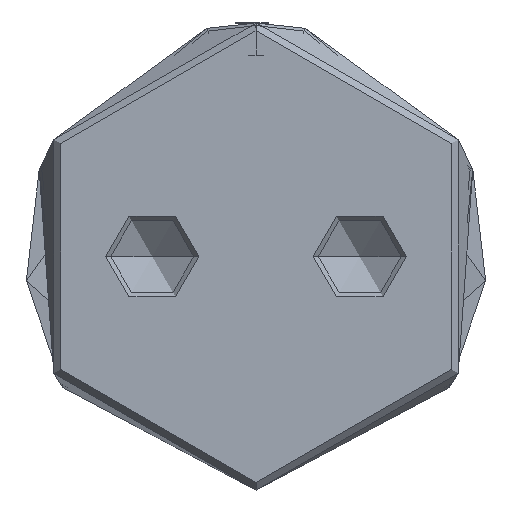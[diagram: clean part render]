
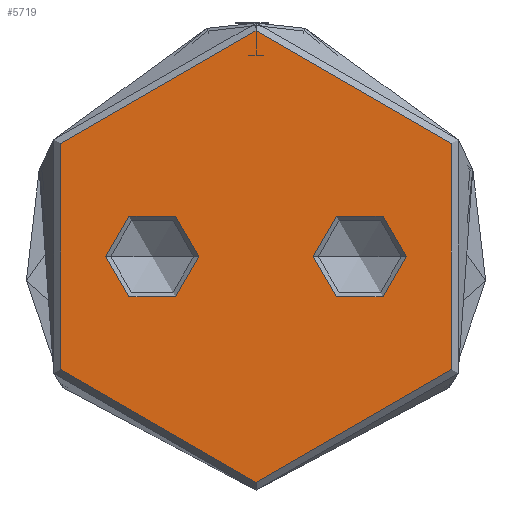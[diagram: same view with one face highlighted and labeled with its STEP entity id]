
A CAD part, front view. The second image highlights one B-rep face of the part: STEP entity #5719.
In plain terms, the highlighted face is planar.
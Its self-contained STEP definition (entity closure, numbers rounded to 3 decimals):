
#52 = DIRECTION ( 'NONE',  ( 0., 0., -1. ) ) ;
#198 = CARTESIAN_POINT ( 'NONE',  ( -10., 0., 0. ) ) ;
#396 = VERTEX_POINT ( 'NONE', #1001 ) ;
#420 = ORIENTED_EDGE ( 'NONE', *, *, #5363, .T. ) ;
#578 = CARTESIAN_POINT ( 'NONE',  ( 0., 0., 0. ) ) ;
#600 = DIRECTION ( 'NONE',  ( 0., 0., -1. ) ) ;
#655 = DIRECTION ( 'NONE',  ( -1., 0., 0. ) ) ;
#1001 = CARTESIAN_POINT ( 'NONE',  ( -5.5, 0., 0. ) ) ;
#1032 = DIRECTION ( 'NONE',  ( 0., 1., 0. ) ) ;
#1184 = CIRCLE ( 'NONE', #5296, 21.75 ) ;
#1296 = VERTEX_POINT ( 'NONE', #3867 ) ;
#1378 = ORIENTED_EDGE ( 'NONE', *, *, #5118, .T. ) ;
#1617 = DIRECTION ( 'NONE',  ( 0., 0., 1. ) ) ;
#1644 = ORIENTED_EDGE ( 'NONE', *, *, #5764, .F. ) ;
#1849 = VERTEX_POINT ( 'NONE', #3007 ) ;
#2055 = AXIS2_PLACEMENT_3D ( 'NONE', #2795, #52, #3254 ) ;
#2105 = AXIS2_PLACEMENT_3D ( 'NONE', #198, #3397, #655 ) ;
#2241 = DIRECTION ( 'NONE',  ( 0., 0., -1. ) ) ;
#2399 = AXIS2_PLACEMENT_3D ( 'NONE', #3358, #600, #3817 ) ;
#2420 = EDGE_LOOP ( 'NONE', ( #1644, #3699 ) ) ;
#2444 = CIRCLE ( 'NONE', #3241, 4.5 ) ;
#2490 = DIRECTION ( 'NONE',  ( 0., 0., 1. ) ) ;
#2493 = CIRCLE ( 'NONE', #2055, 4.5 ) ;
#2590 = EDGE_CURVE ( 'NONE', #396, #1849, #2493, .T. ) ;
#2650 = EDGE_LOOP ( 'NONE', ( #3694, #420 ) ) ;
#2682 = VERTEX_POINT ( 'NONE', #2962 ) ;
#2696 = EDGE_CURVE ( 'NONE', #3904, #1296, #5527, .T. ) ;
#2795 = CARTESIAN_POINT ( 'NONE',  ( -10., 0., 0. ) ) ;
#2900 = PLANE ( 'NONE',  #2399 ) ;
#2962 = CARTESIAN_POINT ( 'NONE',  ( 0., -21.75, 0. ) ) ;
#3007 = CARTESIAN_POINT ( 'NONE',  ( -14.5, 0., 0. ) ) ;
#3181 = ORIENTED_EDGE ( 'NONE', *, *, #4986, .T. ) ;
#3241 = AXIS2_PLACEMENT_3D ( 'NONE', #5207, #2490, #5644 ) ;
#3254 = DIRECTION ( 'NONE',  ( -1., 0., 0. ) ) ;
#3268 = AXIS2_PLACEMENT_3D ( 'NONE', #4332, #1617, #4792 ) ;
#3291 = CIRCLE ( 'NONE', #2105, 4.5 ) ;
#3358 = CARTESIAN_POINT ( 'NONE',  ( 0., 0., 0. ) ) ;
#3397 = DIRECTION ( 'NONE',  ( 0., 0., -1. ) ) ;
#3446 = FACE_OUTER_BOUND ( 'NONE', #4049, .T. ) ;
#3594 = FACE_BOUND ( 'NONE', #2420, .T. ) ;
#3694 = ORIENTED_EDGE ( 'NONE', *, *, #2696, .T. ) ;
#3699 = ORIENTED_EDGE ( 'NONE', *, *, #2590, .F. ) ;
#3775 = DIRECTION ( 'NONE',  ( 0., 0., -1. ) ) ;
#3817 = DIRECTION ( 'NONE',  ( 0., 1., 0. ) ) ;
#3867 = CARTESIAN_POINT ( 'NONE',  ( 5.5, 0., 0. ) ) ;
#3904 = VERTEX_POINT ( 'NONE', #5008 ) ;
#4049 = EDGE_LOOP ( 'NONE', ( #1378, #3181 ) ) ;
#4321 = CARTESIAN_POINT ( 'NONE',  ( 0., 21.75, 0. ) ) ;
#4332 = CARTESIAN_POINT ( 'NONE',  ( 10., 0., 0. ) ) ;
#4384 = AXIS2_PLACEMENT_3D ( 'NONE', #4977, #2241, #5418 ) ;
#4637 = FACE_BOUND ( 'NONE', #2650, .T. ) ;
#4792 = DIRECTION ( 'NONE',  ( 1., 0., 0. ) ) ;
#4955 = CIRCLE ( 'NONE', #4384, 21.75 ) ;
#4977 = CARTESIAN_POINT ( 'NONE',  ( 0., 0., 0. ) ) ;
#4986 = EDGE_CURVE ( 'NONE', #5393, #2682, #4955, .T. ) ;
#5008 = CARTESIAN_POINT ( 'NONE',  ( 14.5, 0., 0. ) ) ;
#5118 = EDGE_CURVE ( 'NONE', #2682, #5393, #1184, .T. ) ;
#5207 = CARTESIAN_POINT ( 'NONE',  ( 10., 0., 0. ) ) ;
#5296 = AXIS2_PLACEMENT_3D ( 'NONE', #578, #3775, #1032 ) ;
#5363 = EDGE_CURVE ( 'NONE', #1296, #3904, #2444, .T. ) ;
#5393 = VERTEX_POINT ( 'NONE', #4321 ) ;
#5418 = DIRECTION ( 'NONE',  ( 0., 1., 0. ) ) ;
#5527 = CIRCLE ( 'NONE', #3268, 4.5 ) ;
#5644 = DIRECTION ( 'NONE',  ( 1., 0., 0. ) ) ;
#5719 = ADVANCED_FACE ( 'NONE', ( #4637, #3594, #3446 ), #2900, .T. ) ;
#5764 = EDGE_CURVE ( 'NONE', #1849, #396, #3291, .T. ) ;
